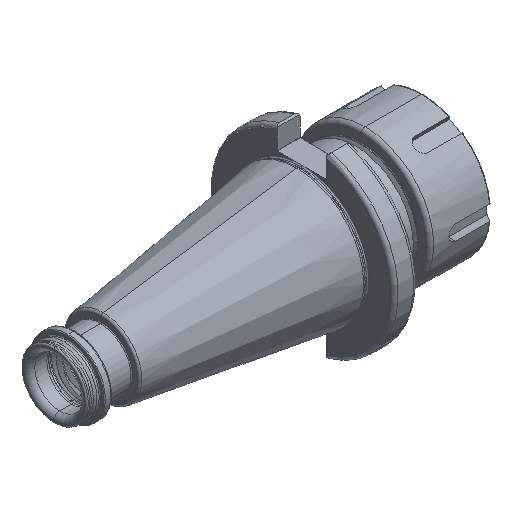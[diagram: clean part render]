
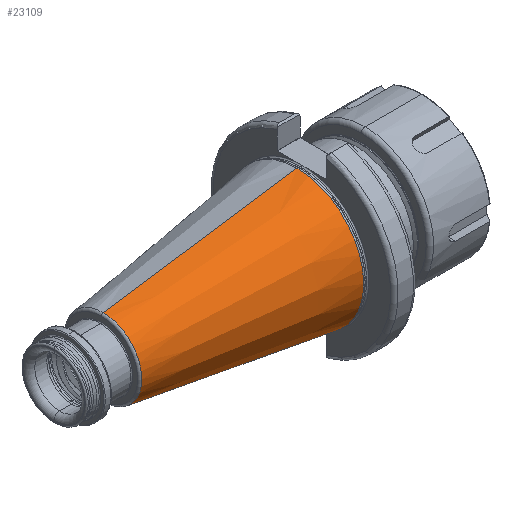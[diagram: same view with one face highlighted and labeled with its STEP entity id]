
A CAD part, isometric view. The second image highlights one B-rep face of the part: STEP entity #23109.
In plain terms, the highlighted conical face has half-angle 8.297 degrees and reference radius 35.027 mm.
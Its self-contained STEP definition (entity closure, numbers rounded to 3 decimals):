
#266 = ORIENTED_EDGE ( 'NONE', *, *, #11267, .F. ) ;
#292 = ORIENTED_EDGE ( 'NONE', *, *, #11321, .T. ) ;
#298 = ORIENTED_EDGE ( 'NONE', *, *, #5006, .F. ) ;
#311 = ORIENTED_EDGE ( 'NONE', *, *, #5106, .T. ) ;
#2657 = DIRECTION ( 'NONE',  ( 0., 0., -1. ) ) ;
#2677 = DIRECTION ( 'NONE',  ( 1., 0., 0. ) ) ;
#2678 = CARTESIAN_POINT ( 'NONE',  ( -8.5, 0., 0. ) ) ;
#2754 = CARTESIAN_POINT ( 'NONE',  ( -8.5, 0., -35.027 ) ) ;
#2837 = CARTESIAN_POINT ( 'NONE',  ( -110.123, 0., 20.207 ) ) ;
#2842 = CARTESIAN_POINT ( 'NONE',  ( -8.5, 0., 35.027 ) ) ;
#2872 = CARTESIAN_POINT ( 'NONE',  ( -110.123, 0., -20.207 ) ) ;
#4152 = CIRCLE ( 'NONE', #11646, 20.207 ) ;
#4176 = CIRCLE ( 'NONE', #11661, 35.027 ) ;
#4640 = LINE ( 'NONE', #18483, #4648 ) ;
#4648 = VECTOR ( 'NONE', #18513, 1000. ) ;
#4666 = VECTOR ( 'NONE', #17208, 1000. ) ;
#4685 = LINE ( 'NONE', #17126, #4666 ) ;
#5006 = EDGE_CURVE ( 'NONE', #29756, #29725, #4152, .T. ) ;
#5106 = EDGE_CURVE ( 'NONE', #29651, #29687, #4176, .T. ) ;
#6391 = AXIS2_PLACEMENT_3D ( 'NONE', #2678, #2677, #2657 ) ;
#6890 = DIRECTION ( 'NONE',  ( -1., 0., 0. ) ) ;
#6896 = CARTESIAN_POINT ( 'NONE',  ( -8.5, 0., 0. ) ) ;
#6906 = DIRECTION ( 'NONE',  ( 0., 0., 1. ) ) ;
#11267 = EDGE_CURVE ( 'NONE', #29725, #29687, #4640, .T. ) ;
#11321 = EDGE_CURVE ( 'NONE', #29756, #29651, #4685, .T. ) ;
#11646 = AXIS2_PLACEMENT_3D ( 'NONE', #19943, #19978, #19964 ) ;
#11661 = AXIS2_PLACEMENT_3D ( 'NONE', #6896, #6890, #6906 ) ;
#17126 = CARTESIAN_POINT ( 'NONE',  ( -8.5, 0., -35.027 ) ) ;
#17208 = DIRECTION ( 'NONE',  ( 0.99, 0., -0.144 ) ) ;
#18483 = CARTESIAN_POINT ( 'NONE',  ( -8.5, 0., 35.027 ) ) ;
#18513 = DIRECTION ( 'NONE',  ( 0.99, 0., 0.144 ) ) ;
#19943 = CARTESIAN_POINT ( 'NONE',  ( -110.123, 0., 0. ) ) ;
#19964 = DIRECTION ( 'NONE',  ( 0., 0., 1. ) ) ;
#19978 = DIRECTION ( 'NONE',  ( -1., 0., 0. ) ) ;
#23109 = ADVANCED_FACE ( 'NONE', ( #26150 ), #26178, .T. ) ;
#25948 = EDGE_LOOP ( 'NONE', ( #266, #298, #292, #311 ) ) ;
#26150 = FACE_OUTER_BOUND ( 'NONE', #25948, .T. ) ;
#26178 = CONICAL_SURFACE ( 'NONE', #6391, 35.027, 0.145 ) ;
#29651 = VERTEX_POINT ( 'NONE', #2754 ) ;
#29687 = VERTEX_POINT ( 'NONE', #2842 ) ;
#29725 = VERTEX_POINT ( 'NONE', #2837 ) ;
#29756 = VERTEX_POINT ( 'NONE', #2872 ) ;
